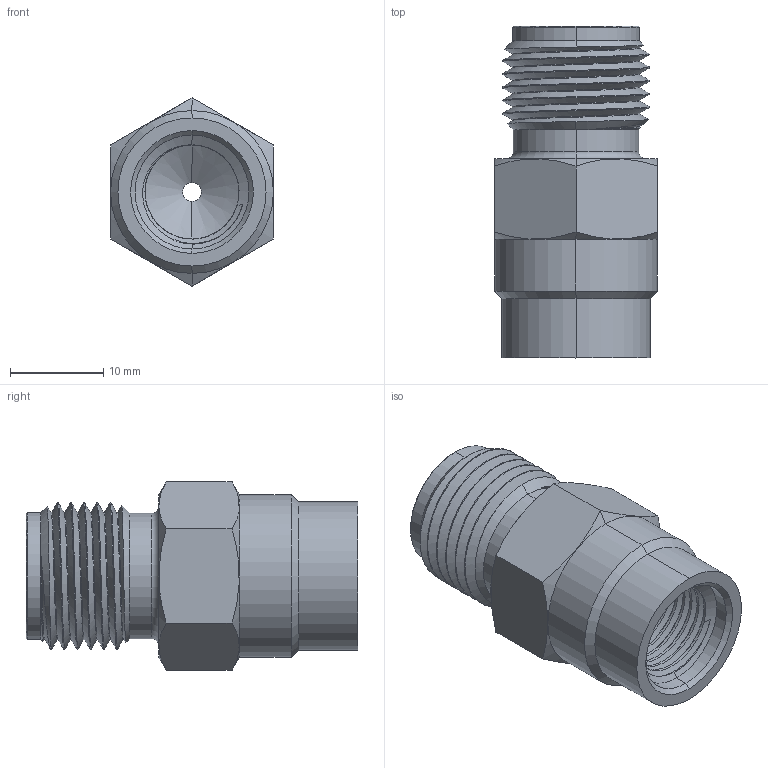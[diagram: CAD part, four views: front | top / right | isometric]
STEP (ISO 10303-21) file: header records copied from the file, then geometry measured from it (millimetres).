
FILE_DESCRIPTION (( 'STEP AP203' ), '1' );
FILE_NAME ('AD-180MSS-7F.STEP', '2025-07-29T19:35:01', ( '' ), ( '' ), 'SwSTEP 2.0', 'SolidWorks 2018', '' );
FILE_SCHEMA (( 'CONFIG_CONTROL_DESIGN' ));
Length unit declared in the file: inch
Products named in the file (1): AD-180MSS-7F
Bounding box: 17.46 x 35.56 x 20.16 mm (x, y, z)
Volume: 5219.8 mm3; surface area: 3570.9 mm2
Topology: 1 solids, 1 shells, 78 faces, 333 edges, 258 vertices
Faces by surface type: cylinder 39, cone 21, plane 9, bspline 7, torus 2
Entity records: 16764 total; most frequent: CARTESIAN_POINT 14297, ORIENTED_EDGE 666, EDGE_CURVE 333, DIRECTION 295, VERTEX_POINT 258, B_SPLINE_CURVE_WITH_KNOTS 224, AXIS2_PLACEMENT_3D 114, EDGE_LOOP 81
